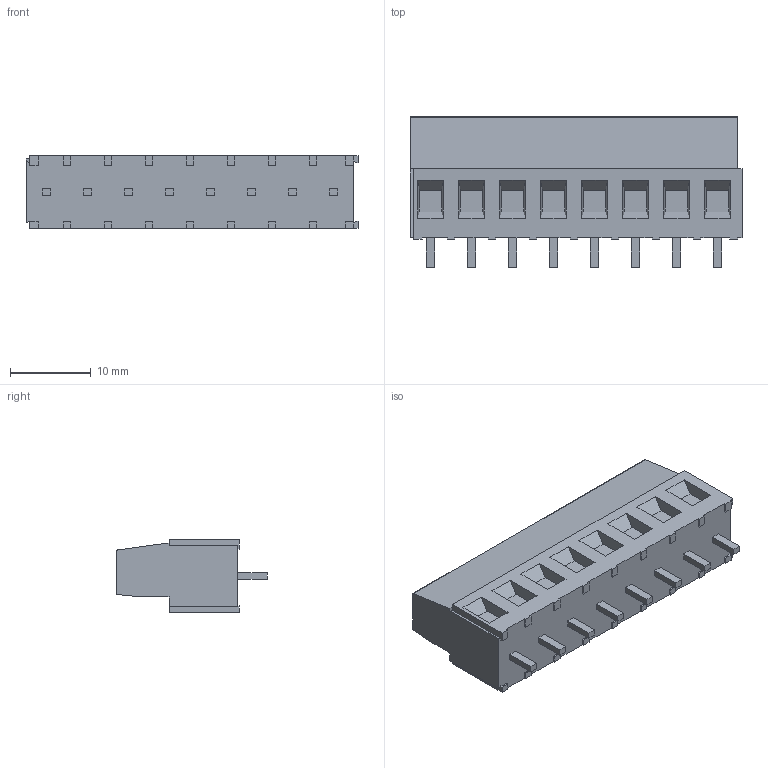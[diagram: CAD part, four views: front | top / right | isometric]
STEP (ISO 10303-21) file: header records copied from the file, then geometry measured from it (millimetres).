
FILE_DESCRIPTION((''),'2;1');
FILE_NAME('C-282841-8','2009-03-21T',('workeradm'),('Tyco Electronics Corporation'),'PRO/ENGINEER BY PARAMETRIC TECHNOLOGY CORPORATION, 2007390','PRO/ENGINEER BY PARAMETRIC TECHNOLOGY CORPORATION, 2007390','');
FILE_SCHEMA(('AUTOMOTIVE_DESIGN { 1 0 10303 214 1 1 1 1 }'));
Length unit declared in the file: millimetre
Products named in the file (1): C-282841-8
Bounding box: 41.14 x 18.7 x 9 mm (x, y, z)
Volume: 4484.8 mm3; surface area: 2621.9 mm2
Topology: 1 solids, 1 shells, 332 faces, 797 edges, 531 vertices
Faces by surface type: plane 282, torus 32, cylinder 18
Entity records: 12400 total; most frequent: CARTESIAN_POINT 2061, ORIENTED_EDGE 1594, DIRECTION 1561, PRESENTATION_STYLE_ASSIGNMENT 798, STYLED_ITEM 798, CURVE_STYLE 797, EDGE_CURVE 797, VECTOR 633
